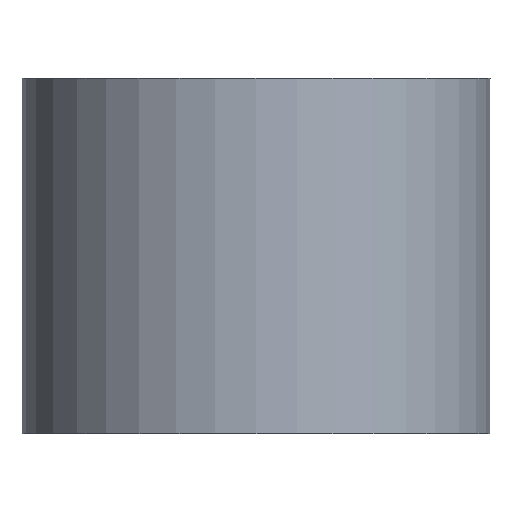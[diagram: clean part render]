
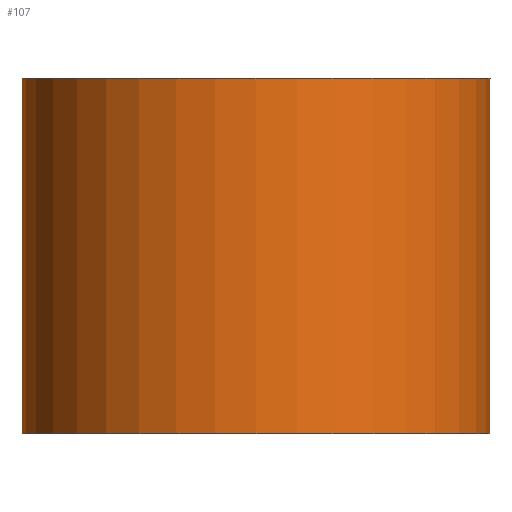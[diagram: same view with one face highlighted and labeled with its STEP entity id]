
A CAD part, left-side view. The second image highlights one B-rep face of the part: STEP entity #107.
In plain terms, the highlighted cylindrical face has radius 7.5 mm (diameter 15 mm), a partial arc.
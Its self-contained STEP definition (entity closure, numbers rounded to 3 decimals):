
#10 = VERTEX_POINT ( 'NONE', #23 ) ;
#13 = CARTESIAN_POINT ( 'NONE',  ( 0., 13.2, 5.7 ) ) ;
#15 = VERTEX_POINT ( 'NONE', #24 ) ;
#16 = VERTEX_POINT ( 'NONE', #32 ) ;
#23 = CARTESIAN_POINT ( 'NONE',  ( 0., -1.8, -5.7 ) ) ;
#24 = CARTESIAN_POINT ( 'NONE',  ( 0., 13.2, -5.7 ) ) ;
#32 = CARTESIAN_POINT ( 'NONE',  ( 0., -1.8, 5.7 ) ) ;
#33 = VERTEX_POINT ( 'NONE', #13 ) ;
#40 = CARTESIAN_POINT ( 'NONE',  ( 0., -1.8, -5.7 ) ) ;
#43 = CARTESIAN_POINT ( 'NONE',  ( 0., 5.7, -5.7 ) ) ;
#46 = DIRECTION ( 'NONE',  ( 0., 1., 0. ) ) ;
#50 = DIRECTION ( 'NONE',  ( 0., 1., 0. ) ) ;
#54 = DIRECTION ( 'NONE',  ( 0., -1., 0. ) ) ;
#66 = DIRECTION ( 'NONE',  ( 0., 0., 1. ) ) ;
#70 = CARTESIAN_POINT ( 'NONE',  ( 0., 5.7, 5.7 ) ) ;
#71 = DIRECTION ( 'NONE',  ( 0., 0., -1. ) ) ;
#72 = CARTESIAN_POINT ( 'NONE',  ( 0., 5.7, -5.7 ) ) ;
#76 = DIRECTION ( 'NONE',  ( 0., 0., 1. ) ) ;
#79 = DIRECTION ( 'NONE',  ( 0., 0., -1. ) ) ;
#81 = CARTESIAN_POINT ( 'NONE',  ( 0., 13.2, -5.7 ) ) ;
#82 = DIRECTION ( 'NONE',  ( 0., 0., 1. ) ) ;
#107 = ADVANCED_FACE ( 'NONE', ( #196 ), #194, .T. ) ;
#112 = AXIS2_PLACEMENT_3D ( 'NONE', #70, #71, #46 ) ;
#115 = AXIS2_PLACEMENT_3D ( 'NONE', #72, #66, #54 ) ;
#124 = EDGE_CURVE ( 'NONE', #16, #33, #204, .T. ) ;
#126 = EDGE_CURVE ( 'NONE', #10, #15, #205, .T. ) ;
#131 = EDGE_CURVE ( 'NONE', #10, #16, #199, .T. ) ;
#135 = EDGE_CURVE ( 'NONE', #15, #33, #202, .T. ) ;
#140 = AXIS2_PLACEMENT_3D ( 'NONE', #43, #79, #50 ) ;
#143 = EDGE_LOOP ( 'NONE', ( #164, #147, #167, #186 ) ) ;
#147 = ORIENTED_EDGE ( 'NONE', *, *, #126, .F. ) ;
#164 = ORIENTED_EDGE ( 'NONE', *, *, #135, .F. ) ;
#167 = ORIENTED_EDGE ( 'NONE', *, *, #131, .T. ) ;
#186 = ORIENTED_EDGE ( 'NONE', *, *, #124, .T. ) ;
#194 = CYLINDRICAL_SURFACE ( 'NONE', #115, 7.5 ) ;
#196 = FACE_OUTER_BOUND ( 'NONE', #143, .T. ) ;
#199 = LINE ( 'NONE', #40, #200 ) ;
#200 = VECTOR ( 'NONE', #76, 1000. ) ;
#202 = LINE ( 'NONE', #81, #208 ) ;
#204 = CIRCLE ( 'NONE', #112, 7.5 ) ;
#205 = CIRCLE ( 'NONE', #140, 7.5 ) ;
#208 = VECTOR ( 'NONE', #82, 1000. ) ;
